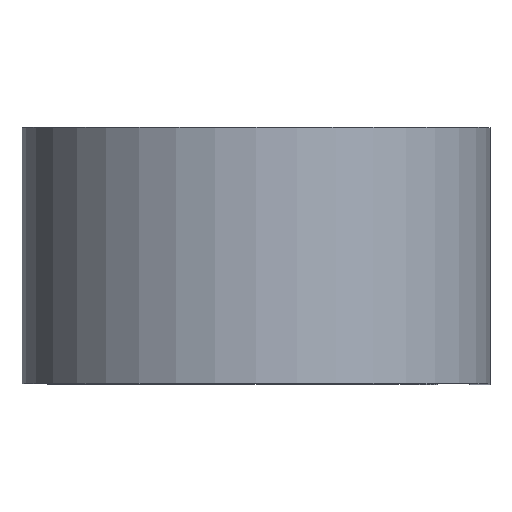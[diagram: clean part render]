
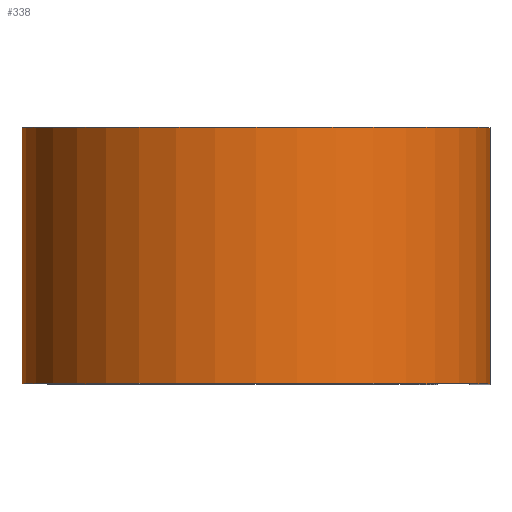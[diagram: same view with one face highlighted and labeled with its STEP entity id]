
A CAD part, top view. The second image highlights one B-rep face of the part: STEP entity #338.
In plain terms, the highlighted cylindrical face has radius 17.399 mm (diameter 34.798 mm), a partial arc.
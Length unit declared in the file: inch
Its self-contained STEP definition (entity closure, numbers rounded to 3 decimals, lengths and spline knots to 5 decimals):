
#6 = AXIS2_PLACEMENT_3D ( 'NONE', #102, #437, #163 ) ;
#38 = CIRCLE ( 'NONE', #255, 0.685 ) ;
#39 = VECTOR ( 'NONE', #538, 39.37008 ) ;
#70 = VERTEX_POINT ( 'NONE', #359 ) ;
#75 = LINE ( 'NONE', #111, #39 ) ;
#102 = CARTESIAN_POINT ( 'NONE',  ( 0., -0.375, 0. ) ) ;
#111 = CARTESIAN_POINT ( 'NONE',  ( 0., 0.375, -0.685 ) ) ;
#120 = ORIENTED_EDGE ( 'NONE', *, *, #144, .T. ) ;
#142 = ORIENTED_EDGE ( 'NONE', *, *, #300, .F. ) ;
#144 = EDGE_CURVE ( 'NONE', #474, #70, #495, .T. ) ;
#163 = DIRECTION ( 'NONE',  ( 1., 0., 0. ) ) ;
#168 = DIRECTION ( 'NONE',  ( 0., -1., 0. ) ) ;
#181 = ORIENTED_EDGE ( 'NONE', *, *, #556, .T. ) ;
#236 = DIRECTION ( 'NONE',  ( 0., 1., 0. ) ) ;
#255 = AXIS2_PLACEMENT_3D ( 'NONE', #541, #236, #591 ) ;
#300 = EDGE_CURVE ( 'NONE', #490, #70, #346, .T. ) ;
#301 = CARTESIAN_POINT ( 'NONE',  ( 0., 0.375, -0.685 ) ) ;
#303 = CARTESIAN_POINT ( 'NONE',  ( 0.685, 0.375, 0. ) ) ;
#305 = CARTESIAN_POINT ( 'NONE',  ( 0.685, 0.375, 0. ) ) ;
#338 = ADVANCED_FACE ( 'NONE', ( #618 ), #534, .T. ) ;
#346 = LINE ( 'NONE', #303, #611 ) ;
#348 = AXIS2_PLACEMENT_3D ( 'NONE', #513, #555, #469 ) ;
#359 = CARTESIAN_POINT ( 'NONE',  ( 0.685, -0.375, 0. ) ) ;
#417 = ORIENTED_EDGE ( 'NONE', *, *, #569, .F. ) ;
#437 = DIRECTION ( 'NONE',  ( 0., 1., 0. ) ) ;
#469 = DIRECTION ( 'NONE',  ( 0., 0., -1. ) ) ;
#473 = VERTEX_POINT ( 'NONE', #301 ) ;
#474 = VERTEX_POINT ( 'NONE', #528 ) ;
#490 = VERTEX_POINT ( 'NONE', #305 ) ;
#495 = CIRCLE ( 'NONE', #6, 0.685 ) ;
#499 = EDGE_LOOP ( 'NONE', ( #120, #142, #417, #181 ) ) ;
#513 = CARTESIAN_POINT ( 'NONE',  ( 0., 0.375, 0. ) ) ;
#528 = CARTESIAN_POINT ( 'NONE',  ( 0., -0.375, -0.685 ) ) ;
#534 = CYLINDRICAL_SURFACE ( 'NONE', #348, 0.685 ) ;
#538 = DIRECTION ( 'NONE',  ( 0., -1., 0. ) ) ;
#541 = CARTESIAN_POINT ( 'NONE',  ( 0., 0.375, 0. ) ) ;
#555 = DIRECTION ( 'NONE',  ( 0., -1., 0. ) ) ;
#556 = EDGE_CURVE ( 'NONE', #473, #474, #75, .T. ) ;
#569 = EDGE_CURVE ( 'NONE', #473, #490, #38, .T. ) ;
#591 = DIRECTION ( 'NONE',  ( 1., 0., 0. ) ) ;
#611 = VECTOR ( 'NONE', #168, 39.37008 ) ;
#618 = FACE_OUTER_BOUND ( 'NONE', #499, .T. ) ;
